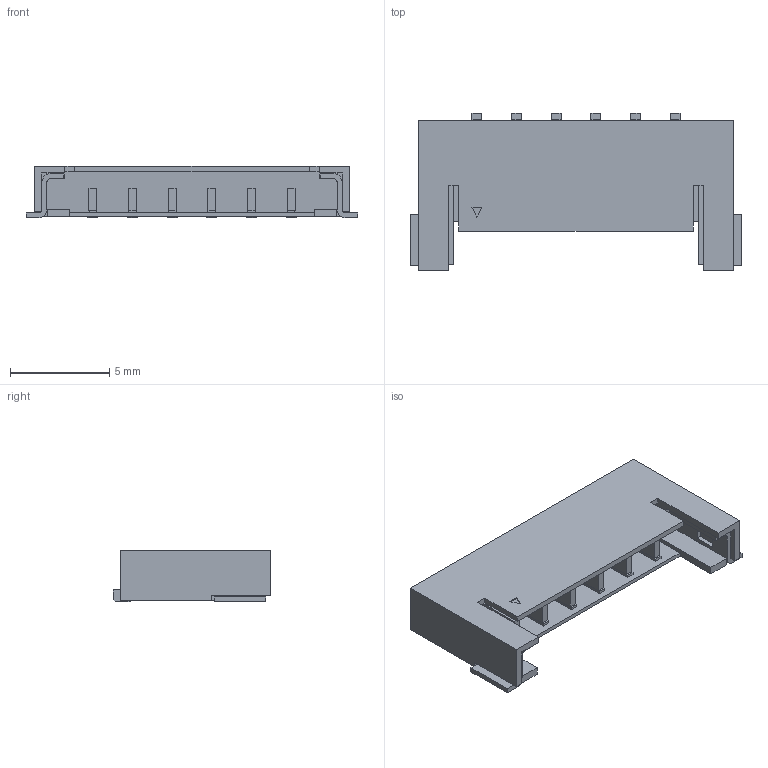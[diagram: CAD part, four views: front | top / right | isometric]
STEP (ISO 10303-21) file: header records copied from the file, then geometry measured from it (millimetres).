
FILE_DESCRIPTION(/* description */ (''),/* implementation_level */ '2;1');
FILE_NAME(/* name */ '2053380006wbm000_01_214.stp',/* time_stamp */ '2023-10-18T15:35:49+05:00',/* author */ (''),/* organization */ (''),/* preprocessor_version */ 'ST-DEVELOPER v16.7',/* originating_system */ 'SIEMENS PLM Software NX 1919',/* authorisation */ '');
FILE_SCHEMA (('AUTOMOTIVE_DESIGN { 1 0 10303 214 3 1 1 1 }'));
Length unit declared in the file: millimetre
Products named in the file (1): 2053380006wbm000_01
Bounding box: 16.75 x 7.95 x 2.6 mm (x, y, z)
Volume: 144.9 mm3; surface area: 530.9 mm2
Topology: 1 solids, 1 shells, 214 faces, 645 edges, 424 vertices
Faces by surface type: plane 194, cylinder 20
Entity records: 7155 total; most frequent: ORIENTED_EDGE 1290, CARTESIAN_POINT 1284, DIRECTION 1117, EDGE_CURVE 645, LINE 603, VECTOR 603, VERTEX_POINT 424, AXIS2_PLACEMENT_3D 257
